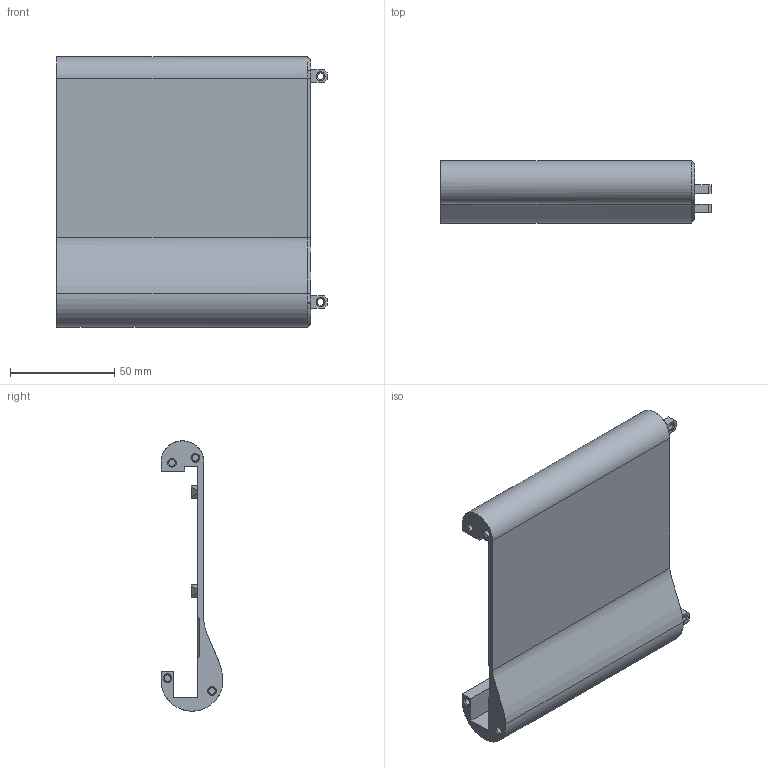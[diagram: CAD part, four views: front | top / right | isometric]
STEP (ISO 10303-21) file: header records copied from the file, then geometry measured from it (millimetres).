
FILE_DESCRIPTION(/* description */ (''),/* implementation_level */ '2;1');
FILE_NAME(/* name */ 'left_side_big_01_base.step',/* time_stamp */ '2022-11-09T23:53:37+01:00',/* author */ (''),/* organization */ (''),/* preprocessor_version */ 'ST-DEVELOPER v19.2',/* originating_system */ 'Autodesk Translation Framework v11.17.0.187',/* authorisation */ '');
FILE_SCHEMA (('AUTOMOTIVE_DESIGN { 1 0 10303 214 3 1 1 }'));
Length unit declared in the file: millimetre
Products named in the file (1): Direct
Bounding box: 129.8 x 29.73 x 129.66 mm (x, y, z)
Volume: 114044 mm3; surface area: 45955.1 mm2
Topology: 1 solids, 1 shells, 137 faces, 347 edges, 223 vertices
Faces by surface type: plane 105, cone 15, cylinder 15, bspline 2
Full cylindrical faces by diameter (mm): 3.2 x11
Entity records: 4326 total; most frequent: CARTESIAN_POINT 956, ORIENTED_EDGE 690, DIRECTION 668, EDGE_CURVE 345, LINE 286, VECTOR 286, VERTEX_POINT 223, AXIS2_PLACEMENT_3D 191
